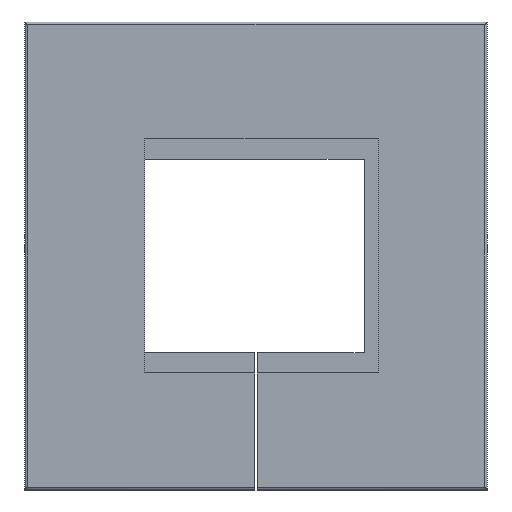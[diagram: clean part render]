
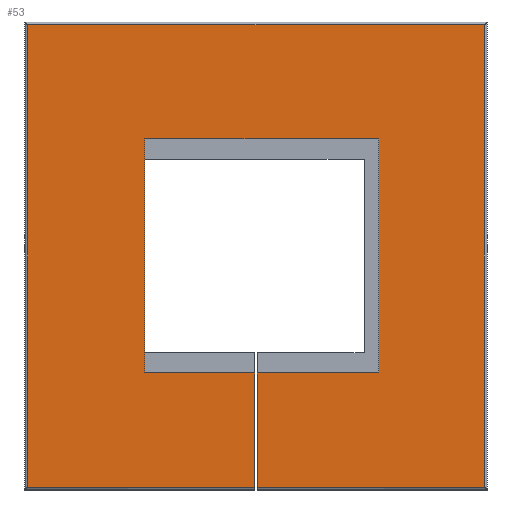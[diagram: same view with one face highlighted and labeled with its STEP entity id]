
A CAD part, front view. The second image highlights one B-rep face of the part: STEP entity #53.
In plain terms, the highlighted planar face has unit normal (0, -1, 0).
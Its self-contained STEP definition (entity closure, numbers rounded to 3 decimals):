
#53=ADVANCED_FACE('NONE',(#133),#134,.T.);
#133=FACE_OUTER_BOUND('',#277,.T.);
#134=PLANE('',#278);
#277=EDGE_LOOP('',(#480,#481,#482,#483,#484,#485,#486,#487,#488,#489,#490,#491));
#278=AXIS2_PLACEMENT_3D('',#492,#493,#494);
#480=ORIENTED_EDGE('',*,*,#1077,.F.);
#481=ORIENTED_EDGE('',*,*,#1078,.T.);
#482=ORIENTED_EDGE('',*,*,#1079,.T.);
#483=ORIENTED_EDGE('',*,*,#1080,.T.);
#484=ORIENTED_EDGE('',*,*,#1081,.T.);
#485=ORIENTED_EDGE('',*,*,#1082,.T.);
#486=ORIENTED_EDGE('',*,*,#1083,.T.);
#487=ORIENTED_EDGE('',*,*,#1084,.T.);
#488=ORIENTED_EDGE('',*,*,#1085,.F.);
#489=ORIENTED_EDGE('',*,*,#1086,.F.);
#490=ORIENTED_EDGE('',*,*,#1087,.F.);
#491=ORIENTED_EDGE('',*,*,#1088,.F.);
#492=CARTESIAN_POINT('',(-20.75,0.0,-21.0));
#493=DIRECTION('',(0.0,-1.0,0.0));
#494=DIRECTION('',(0.0,0.0,-1.0));
#1077=EDGE_CURVE('NONE',#1327,#1328,#1329,.T.);
#1078=EDGE_CURVE('NONE',#1327,#1330,#1331,.T.);
#1079=EDGE_CURVE('NONE',#1330,#1332,#1333,.T.);
#1080=EDGE_CURVE('NONE',#1332,#1334,#1335,.T.);
#1081=EDGE_CURVE('NONE',#1334,#1336,#1337,.T.);
#1082=EDGE_CURVE('NONE',#1336,#1338,#1339,.T.);
#1083=EDGE_CURVE('NONE',#1338,#1340,#1341,.T.);
#1084=EDGE_CURVE('NONE',#1340,#1342,#1343,.T.);
#1085=EDGE_CURVE('NONE',#1344,#1342,#1345,.T.);
#1086=EDGE_CURVE('NONE',#1346,#1344,#1347,.T.);
#1087=EDGE_CURVE('NONE',#1348,#1346,#1349,.T.);
#1088=EDGE_CURVE('NONE',#1328,#1348,#1350,.T.);
#1327=VERTEX_POINT('NONE',#1711);
#1328=VERTEX_POINT('NONE',#1712);
#1329=LINE('',#1713,#1714);
#1330=VERTEX_POINT('NONE',#1715);
#1331=LINE('',#1716,#1717);
#1332=VERTEX_POINT('NONE',#1718);
#1333=LINE('',#1719,#1720);
#1334=VERTEX_POINT('NONE',#1721);
#1335=LINE('',#1722,#1723);
#1336=VERTEX_POINT('NONE',#1724);
#1337=LINE('',#1725,#1726);
#1338=VERTEX_POINT('NONE',#1727);
#1339=LINE('',#1728,#1729);
#1340=VERTEX_POINT('NONE',#1730);
#1341=LINE('',#1731,#1732);
#1342=VERTEX_POINT('NONE',#1733);
#1343=LINE('',#1734,#1735);
#1344=VERTEX_POINT('NONE',#1736);
#1345=LINE('',#1737,#1738);
#1346=VERTEX_POINT('NONE',#1739);
#1347=LINE('',#1740,#1741);
#1348=VERTEX_POINT('NONE',#1742);
#1349=LINE('',#1743,#1744);
#1350=LINE('',#1745,#1746);
#1711=CARTESIAN_POINT('',(0.1,0.0,-10.5));
#1712=CARTESIAN_POINT('',(11.0,0.0,-10.5));
#1713=CARTESIAN_POINT('',(-10.0,0.0,-10.5));
#1714=VECTOR('',#2217,1000.0);
#1715=CARTESIAN_POINT('',(0.1,0.0,-20.75));
#1716=CARTESIAN_POINT('',(0.1,0.0,0.));
#1717=VECTOR('',#2218,1000.0);
#1718=CARTESIAN_POINT('',(20.5,0.0,-20.75));
#1719=CARTESIAN_POINT('',(20.75,0.0,-20.75));
#1720=VECTOR('',#2219,1000.0);
#1721=CARTESIAN_POINT('',(20.5,0.0,20.75));
#1722=CARTESIAN_POINT('',(20.5,0.0,21.0));
#1723=VECTOR('',#2220,1000.0);
#1724=CARTESIAN_POINT('',(-20.5,0.0,20.75));
#1725=CARTESIAN_POINT('',(-20.75,0.0,20.75));
#1726=VECTOR('',#2221,1000.0);
#1727=CARTESIAN_POINT('',(-20.5,0.0,-20.75));
#1728=CARTESIAN_POINT('',(-20.5,0.0,-21.0));
#1729=VECTOR('',#2222,1000.0);
#1730=CARTESIAN_POINT('',(-0.1,0.0,-20.75));
#1731=CARTESIAN_POINT('',(20.75,0.0,-20.75));
#1732=VECTOR('',#2223,1000.0);
#1733=CARTESIAN_POINT('',(-0.1,0.0,-10.5));
#1734=CARTESIAN_POINT('',(-0.1,0.0,0.0));
#1735=VECTOR('',#2224,1000.0);
#1736=CARTESIAN_POINT('',(-10.0,-0.0,-10.5));
#1737=CARTESIAN_POINT('',(-10.0,0.0,-10.5));
#1738=VECTOR('',#2225,1000.0);
#1739=CARTESIAN_POINT('',(-10.0,0.0,10.5));
#1740=CARTESIAN_POINT('',(-10.0,0.0,-21.0));
#1741=VECTOR('',#2226,1000.0);
#1742=CARTESIAN_POINT('',(11.0,0.0,10.5));
#1743=CARTESIAN_POINT('',(-10.0,0.0,10.5));
#1744=VECTOR('',#2227,1000.0);
#1745=CARTESIAN_POINT('',(11.0,0.0,10.5));
#1746=VECTOR('',#2228,1000.0);
#2217=DIRECTION('',(1.0,0.0,0.0));
#2218=DIRECTION('',(0.,0.0,-1.0));
#2219=DIRECTION('',(1.0,-0.0,-0.0));
#2220=DIRECTION('',(0.,-0.0,1.0));
#2221=DIRECTION('',(-1.0,-0.0,0.0));
#2222=DIRECTION('',(-0.0,-0.0,-1.0));
#2223=DIRECTION('',(1.0,-0.0,-0.0));
#2224=DIRECTION('',(-0.0,-0.0,1.0));
#2225=DIRECTION('',(1.0,0.0,0.0));
#2226=DIRECTION('',(0.,0.0,-1.0));
#2227=DIRECTION('',(-1.0,-0.0,0.));
#2228=DIRECTION('',(0.,-0.0,1.0));
